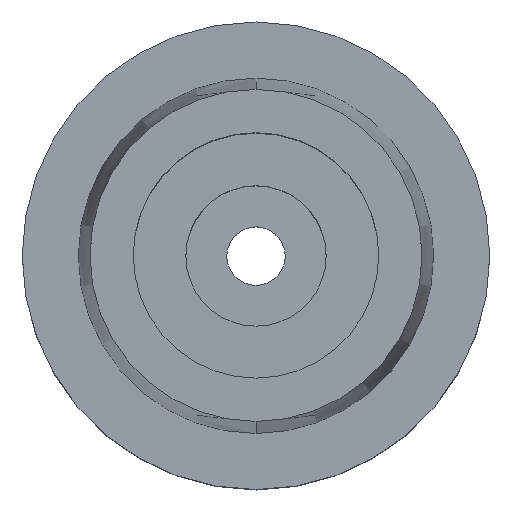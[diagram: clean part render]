
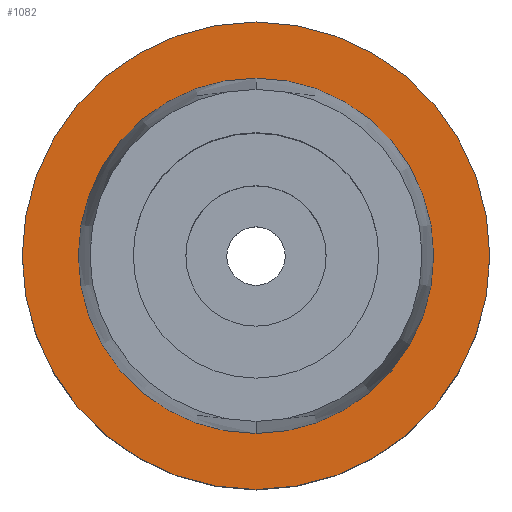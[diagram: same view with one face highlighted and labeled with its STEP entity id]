
A CAD part, top view. The second image highlights one B-rep face of the part: STEP entity #1082.
In plain terms, the highlighted planar face has unit normal (0, 0, 1).
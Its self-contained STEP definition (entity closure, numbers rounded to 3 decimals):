
#91=CARTESIAN_POINT('',(0.,0.,0.));
#92=DIRECTION('',(0.,0.,-1.));
#93=DIRECTION('',(0.,-1.,0.));
#94=AXIS2_PLACEMENT_3D('',#91,#92,#93);
#99=CARTESIAN_POINT('',(0.,0.,0.));
#100=DIRECTION('',(0.,0.,-1.));
#101=DIRECTION('',(0.,1.,0.));
#102=AXIS2_PLACEMENT_3D('',#99,#100,#101);
#107=CARTESIAN_POINT('',(0.,0.,0.));
#108=DIRECTION('',(0.,0.,1.));
#109=DIRECTION('',(0.,-1.,0.));
#110=AXIS2_PLACEMENT_3D('',#107,#108,#109);
#115=CARTESIAN_POINT('',(0.,0.,0.));
#116=DIRECTION('',(0.,0.,1.));
#117=DIRECTION('',(0.,1.,0.));
#118=AXIS2_PLACEMENT_3D('',#115,#116,#117);
#1013=CARTESIAN_POINT('',(0.,20.,0.));
#1014=VERTEX_POINT('',#1013);
#1015=CARTESIAN_POINT('',(0.,-20.,0.));
#1016=VERTEX_POINT('',#1015);
#1017=CARTESIAN_POINT('',(0.,-15.2,0.));
#1018=CARTESIAN_POINT('',(0.,15.2,0.));
#1019=VERTEX_POINT('',#1017);
#1020=VERTEX_POINT('',#1018);
#1067=CARTESIAN_POINT('',(0.,0.,0.));
#1068=DIRECTION('',(0.,0.,-1.));
#1069=DIRECTION('',(0.,-1.,0.));
#1070=AXIS2_PLACEMENT_3D('',#1067,#1068,#1069);
#1071=PLANE('',#1070);
#1073=ORIENTED_EDGE('',*,*,#1072,.T.);
#1075=ORIENTED_EDGE('',*,*,#1074,.T.);
#1076=EDGE_LOOP('',(#1073,#1075));
#1077=FACE_OUTER_BOUND('',#1076,.F.);
#1078=ORIENTED_EDGE('',*,*,#1060,.T.);
#1079=ORIENTED_EDGE('',*,*,#1049,.T.);
#1080=EDGE_LOOP('',(#1078,#1079));
#1081=FACE_BOUND('',#1080,.F.);
#95=CIRCLE('',#94,20.);
#103=CIRCLE('',#102,20.);
#111=CIRCLE('',#110,15.2);
#119=CIRCLE('',#118,15.2);
#1049=EDGE_CURVE('',#1020,#1019,#119,.T.);
#1060=EDGE_CURVE('',#1019,#1020,#111,.T.);
#1072=EDGE_CURVE('',#1016,#1014,#95,.T.);
#1074=EDGE_CURVE('',#1014,#1016,#103,.T.);
#1082=ADVANCED_FACE('',(#1077,#1081),#1071,.F.);
